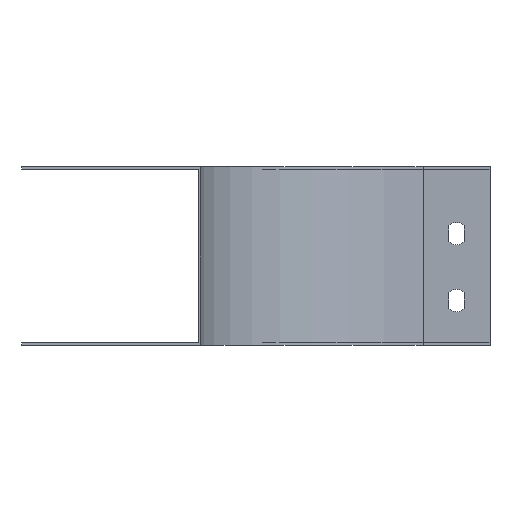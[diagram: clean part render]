
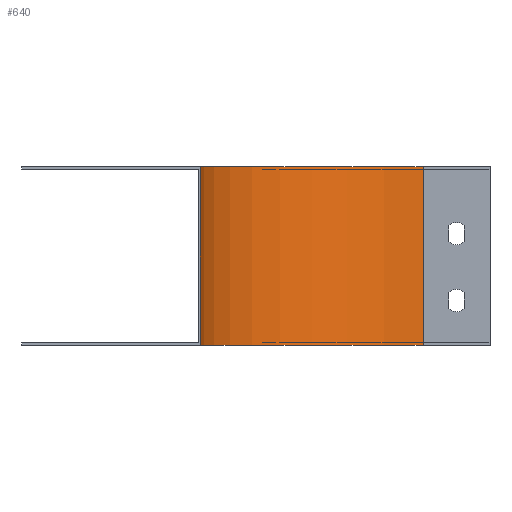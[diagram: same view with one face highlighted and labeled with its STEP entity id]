
A CAD part, left-side view. The second image highlights one B-rep face of the part: STEP entity #640.
In plain terms, the highlighted cylindrical face has radius 100 mm (diameter 200 mm), a partial arc.
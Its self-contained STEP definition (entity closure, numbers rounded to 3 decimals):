
#194 = EDGE_LOOP ( 'NONE', ( #251, #250, #249, #248 ) ) ;
#248 = ORIENTED_EDGE ( 'NONE', *, *, #428, .F. ) ;
#249 = ORIENTED_EDGE ( 'NONE', *, *, #458, .F. ) ;
#250 = ORIENTED_EDGE ( 'NONE', *, *, #457, .T. ) ;
#251 = ORIENTED_EDGE ( 'NONE', *, *, #393, .T. ) ;
#368 = AXIS2_PLACEMENT_3D ( 'NONE', #1038, #1034, #1033 ) ;
#393 = EDGE_CURVE ( 'NONE', #1264, #1259, #1271, .T. ) ;
#428 = EDGE_CURVE ( 'NONE', #1264, #1228, #1931, .T. ) ;
#457 = EDGE_CURVE ( 'NONE', #1259, #1202, #1979, .T. ) ;
#458 = EDGE_CURVE ( 'NONE', #1228, #1202, #1981, .T. ) ;
#640 = ADVANCED_FACE ( 'NONE', ( #2011 ), #2016, .F. ) ;
#809 = AXIS2_PLACEMENT_3D ( 'NONE', #1520, #1519, #1518 ) ;
#824 = AXIS2_PLACEMENT_3D ( 'NONE', #2049, #2048, #2047 ) ;
#1033 = DIRECTION ( 'NONE',  ( -1., 0., 0. ) ) ;
#1034 = DIRECTION ( 'NONE',  ( 0., 0., -1. ) ) ;
#1038 = CARTESIAN_POINT ( 'NONE',  ( -100., 30., 1. ) ) ;
#1202 = VERTEX_POINT ( 'NONE', #1373 ) ;
#1228 = VERTEX_POINT ( 'NONE', #1399 ) ;
#1259 = VERTEX_POINT ( 'NONE', #1430 ) ;
#1264 = VERTEX_POINT ( 'NONE', #1435 ) ;
#1268 = VECTOR ( 'NONE', #2133, 1000. ) ;
#1271 = LINE ( 'NONE', #2135, #1268 ) ;
#1373 = CARTESIAN_POINT ( 'NONE',  ( 0., 30., -79. ) ) ;
#1399 = CARTESIAN_POINT ( 'NONE',  ( 0., 30., 1. ) ) ;
#1430 = CARTESIAN_POINT ( 'NONE',  ( -100., 130., -79. ) ) ;
#1435 = CARTESIAN_POINT ( 'NONE',  ( -100., 130., 1. ) ) ;
#1518 = DIRECTION ( 'NONE',  ( -1., 0., 0. ) ) ;
#1519 = DIRECTION ( 'NONE',  ( 0., 0., -1. ) ) ;
#1520 = CARTESIAN_POINT ( 'NONE',  ( -100., 30., -79. ) ) ;
#1526 = CARTESIAN_POINT ( 'NONE',  ( 0., 30., 1. ) ) ;
#1535 = DIRECTION ( 'NONE',  ( 0., 0., -1. ) ) ;
#1931 = CIRCLE ( 'NONE', #824, 100. ) ;
#1979 = CIRCLE ( 'NONE', #809, 100. ) ;
#1981 = LINE ( 'NONE', #1526, #1983 ) ;
#1983 = VECTOR ( 'NONE', #1535, 1000. ) ;
#2011 = FACE_OUTER_BOUND ( 'NONE', #194, .T. ) ;
#2016 = CYLINDRICAL_SURFACE ( 'NONE', #368, 100. ) ;
#2047 = DIRECTION ( 'NONE',  ( -1., 0., 0. ) ) ;
#2048 = DIRECTION ( 'NONE',  ( 0., 0., -1. ) ) ;
#2049 = CARTESIAN_POINT ( 'NONE',  ( -100., 30., 1. ) ) ;
#2133 = DIRECTION ( 'NONE',  ( 0., 0., -1. ) ) ;
#2135 = CARTESIAN_POINT ( 'NONE',  ( -100., 130., 1. ) ) ;
